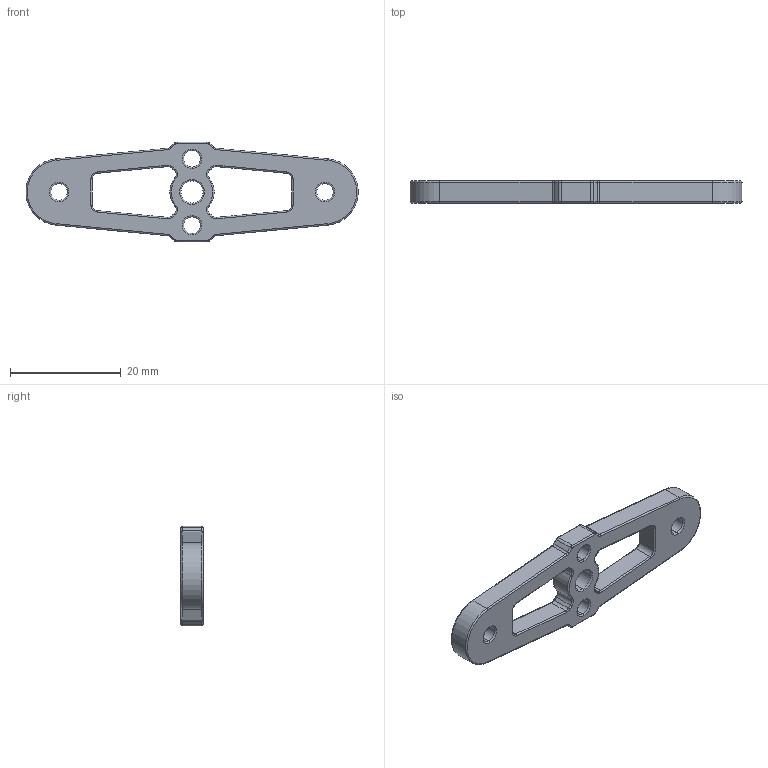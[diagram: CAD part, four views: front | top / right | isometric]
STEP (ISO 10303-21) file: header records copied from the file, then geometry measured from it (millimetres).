
FILE_DESCRIPTION (( 'STEP AP203' ), '1' );
FILE_NAME ('Center_bot_Standard_sldprt.STEP', '2017-11-29T20:50:16', ( '' ), ( '' ), 'SwSTEP 2.0', 'SolidWorks 2017', '' );
FILE_SCHEMA (( 'CONFIG_CONTROL_DESIGN' ));
Length unit declared in the file: millimetre
Products named in the file (1): Center_bot_Standard_sldprt
Bounding box: 59.95 x 4 x 18 mm (x, y, z)
Volume: 2162.8 mm3; surface area: 2126.6 mm2
Topology: 1 solids, 1 shells, 170 faces, 392 edges, 224 vertices
Faces by surface type: cylinder 76, torus 72, plane 22
Entity records: 4921 total; most frequent: DIRECTION 990, CARTESIAN_POINT 787, ORIENTED_EDGE 784, AXIS2_PLACEMENT_3D 427, EDGE_CURVE 392, CIRCLE 256, VERTEX_POINT 224, EDGE_LOOP 184
